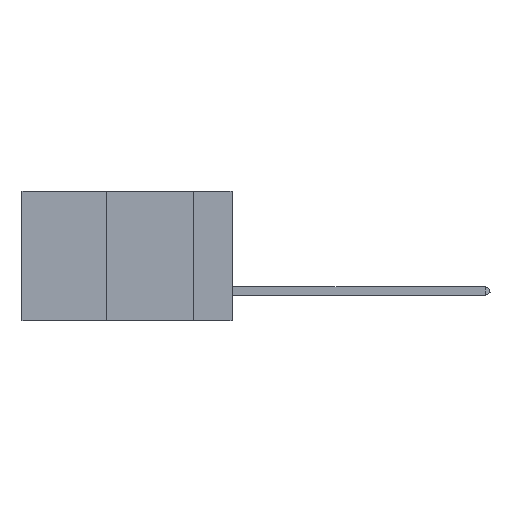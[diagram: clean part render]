
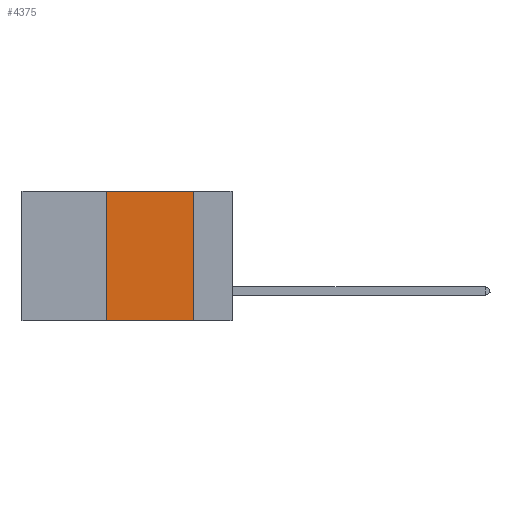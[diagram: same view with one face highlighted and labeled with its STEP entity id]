
A CAD part, left-side view. The second image highlights one B-rep face of the part: STEP entity #4375.
In plain terms, the highlighted planar face has unit normal (-1, 0, 0).
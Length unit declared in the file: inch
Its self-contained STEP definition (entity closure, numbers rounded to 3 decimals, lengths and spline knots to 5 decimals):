
#96 = CARTESIAN_POINT ( 'NONE',  ( 0., 0.11, -0.37 ) ) ;
#527 = LINE ( 'NONE', #1650, #6123 ) ;
#601 = ORIENTED_EDGE ( 'NONE', *, *, #865, .F. ) ;
#865 = EDGE_CURVE ( 'NONE', #10499, #6451, #9184, .T. ) ;
#985 = DIRECTION ( 'NONE',  ( 0., 0., -1. ) ) ;
#1173 = DIRECTION ( 'NONE',  ( 0., 0., 1. ) ) ;
#1568 = LINE ( 'NONE', #2011, #6501 ) ;
#1650 = CARTESIAN_POINT ( 'NONE',  ( 0., 0.6, 0. ) ) ;
#2011 = CARTESIAN_POINT ( 'NONE',  ( 0., 0.36, 0. ) ) ;
#2618 = VERTEX_POINT ( 'NONE', #3616 ) ;
#3616 = CARTESIAN_POINT ( 'NONE',  ( 0., 0.36, 0. ) ) ;
#3857 = VECTOR ( 'NONE', #6762, 39.37008 ) ;
#4057 = DIRECTION ( 'NONE',  ( 0., 0., -1. ) ) ;
#4375 = ADVANCED_FACE ( 'NONE', ( #8586 ), #6088, .F. ) ;
#4691 = VERTEX_POINT ( 'NONE', #9426 ) ;
#5013 = CARTESIAN_POINT ( 'NONE',  ( 0., 0.6, -0.37 ) ) ;
#5227 = EDGE_CURVE ( 'NONE', #2618, #10499, #527, .T. ) ;
#5507 = ORIENTED_EDGE ( 'NONE', *, *, #9702, .F. ) ;
#5980 = DIRECTION ( 'NONE',  ( 1., 0., 0. ) ) ;
#5998 = EDGE_LOOP ( 'NONE', ( #601, #9303, #5507, #8351 ) ) ;
#6088 = PLANE ( 'NONE',  #6404 ) ;
#6123 = VECTOR ( 'NONE', #11021, 39.37008 ) ;
#6404 = AXIS2_PLACEMENT_3D ( 'NONE', #9460, #5980, #985 ) ;
#6451 = VERTEX_POINT ( 'NONE', #96 ) ;
#6501 = VECTOR ( 'NONE', #1173, 39.37008 ) ;
#6762 = DIRECTION ( 'NONE',  ( 0., -1., 0. ) ) ;
#6767 = LINE ( 'NONE', #5013, #3857 ) ;
#8351 = ORIENTED_EDGE ( 'NONE', *, *, #10441, .T. ) ;
#8586 = FACE_OUTER_BOUND ( 'NONE', #5998, .T. ) ;
#9165 = CARTESIAN_POINT ( 'NONE',  ( 0., 0.11, 0. ) ) ;
#9184 = LINE ( 'NONE', #9165, #10663 ) ;
#9303 = ORIENTED_EDGE ( 'NONE', *, *, #5227, .F. ) ;
#9426 = CARTESIAN_POINT ( 'NONE',  ( 0., 0.36, -0.37 ) ) ;
#9460 = CARTESIAN_POINT ( 'NONE',  ( 0., 0.6, 0. ) ) ;
#9702 = EDGE_CURVE ( 'NONE', #4691, #2618, #1568, .T. ) ;
#9744 = CARTESIAN_POINT ( 'NONE',  ( 0., 0.11, 0. ) ) ;
#10441 = EDGE_CURVE ( 'NONE', #4691, #6451, #6767, .T. ) ;
#10499 = VERTEX_POINT ( 'NONE', #9744 ) ;
#10663 = VECTOR ( 'NONE', #4057, 39.37008 ) ;
#11021 = DIRECTION ( 'NONE',  ( 0., -1., 0. ) ) ;
